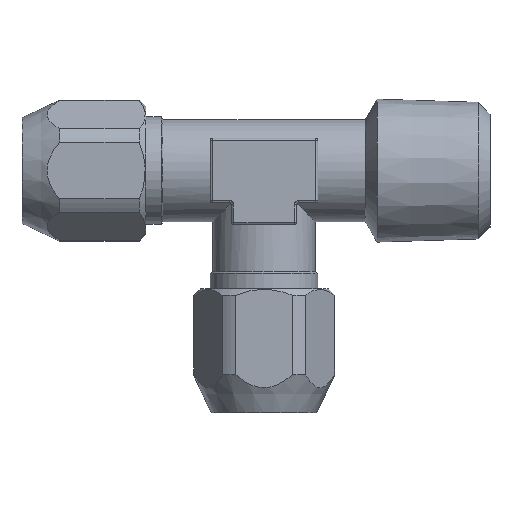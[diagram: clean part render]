
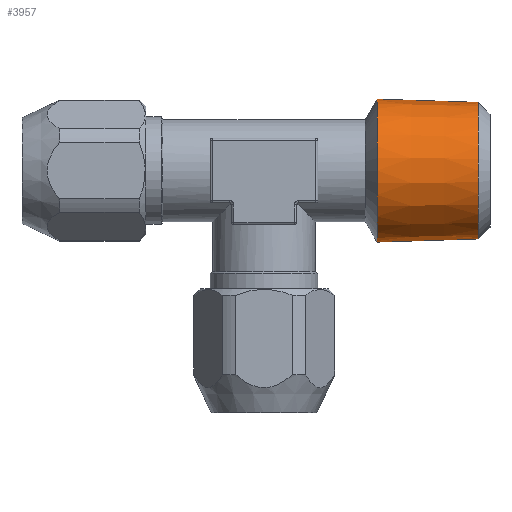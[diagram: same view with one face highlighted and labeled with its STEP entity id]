
A CAD part, top view. The second image highlights one B-rep face of the part: STEP entity #3957.
In plain terms, the highlighted conical face has half-angle 1.78 degrees and reference radius 6.494 mm.
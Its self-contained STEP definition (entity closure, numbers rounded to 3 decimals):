
#1303=CARTESIAN_POINT('',(19.9,0.,0.));
#1304=DIRECTION('',(1.,0.,0.));
#1305=DIRECTION('',(0.,1.,0.));
#1306=AXIS2_PLACEMENT_3D('',#1303,#1304,#1305);
#1308=DIRECTION('',(1.,-0.031,0.));
#1309=VECTOR('',#1308,9.401);
#1310=CARTESIAN_POINT('',(10.503,6.64,0.));
#1311=LINE('',#1310,#1309);
#1312=DIRECTION('',(1.,0.031,0.));
#1313=VECTOR('',#1312,9.401);
#1314=CARTESIAN_POINT('',(10.503,-6.64,0.));
#1315=LINE('',#1314,#1313);
#1316=CARTESIAN_POINT('',(10.503,0.,0.));
#1317=DIRECTION('',(1.,0.,0.));
#1318=DIRECTION('',(0.,1.,0.));
#1319=AXIS2_PLACEMENT_3D('',#1316,#1317,#1318);
#2239=CARTESIAN_POINT('',(19.9,6.348,0.));
#2241=VERTEX_POINT('',#2239);
#2243=CARTESIAN_POINT('',(19.9,-6.348,0.));
#2245=VERTEX_POINT('',#2243);
#2247=CARTESIAN_POINT('',(10.503,6.64,0.));
#2248=CARTESIAN_POINT('',(10.503,-6.64,0.));
#2249=VERTEX_POINT('',#2247);
#2250=VERTEX_POINT('',#2248);
#3943=CARTESIAN_POINT('',(15.202,0.,0.));
#3944=DIRECTION('',(-1.,0.,0.));
#3945=DIRECTION('',(0.,1.,0.));
#3946=AXIS2_PLACEMENT_3D('',#3943,#3944,#3945);
#3947=CONICAL_SURFACE('',#3946,6.494,1.78);
#3949=ORIENTED_EDGE('',*,*,#3948,.F.);
#3951=ORIENTED_EDGE('',*,*,#3950,.T.);
#3952=ORIENTED_EDGE('',*,*,#3938,.T.);
#3954=ORIENTED_EDGE('',*,*,#3953,.F.);
#3955=EDGE_LOOP('',(#3949,#3951,#3952,#3954));
#3956=FACE_OUTER_BOUND('',#3955,.F.);
#3957=ADVANCED_FACE('',(#3956),#3947,.T.);
#1307=CIRCLE('',#1306,6.348);
#1320=CIRCLE('',#1319,6.64);
#3938=EDGE_CURVE('',#2241,#2245,#1307,.T.);
#3948=EDGE_CURVE('',#2249,#2250,#1320,.T.);
#3950=EDGE_CURVE('',#2249,#2241,#1311,.T.);
#3953=EDGE_CURVE('',#2250,#2245,#1315,.T.);
